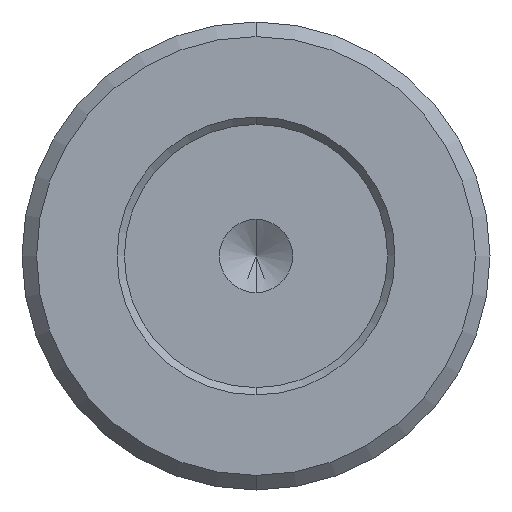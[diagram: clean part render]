
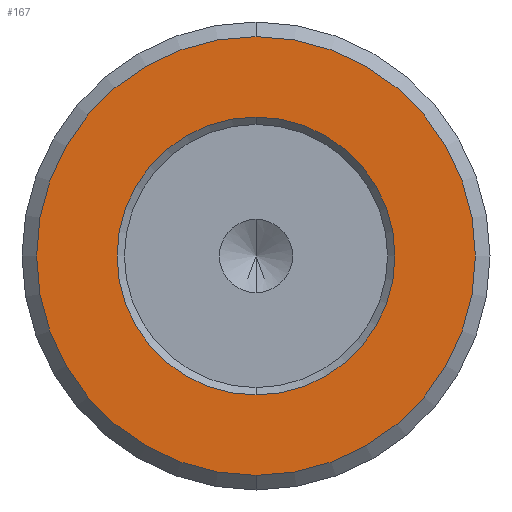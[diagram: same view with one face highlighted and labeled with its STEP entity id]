
A CAD part, front view. The second image highlights one B-rep face of the part: STEP entity #167.
In plain terms, the highlighted planar face has unit normal (0, -1, 0).
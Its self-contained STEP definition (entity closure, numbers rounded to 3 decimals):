
#36 = EDGE_LOOP ( 'NONE', ( #427, #739 ) ) ;
#47 = CIRCLE ( 'NONE', #183, 9.5 ) ;
#49 = CARTESIAN_POINT ( 'NONE',  ( 0., -38.1, 0. ) ) ;
#119 = DIRECTION ( 'NONE',  ( 0., 0., 1. ) ) ;
#150 = VERTEX_POINT ( 'NONE', #169 ) ;
#155 = DIRECTION ( 'NONE',  ( 0., 1., 0. ) ) ;
#167 = ADVANCED_FACE ( 'NONE', ( #201, #643 ), #847, .F. ) ;
#169 = CARTESIAN_POINT ( 'NONE',  ( 0., -38.1, 15. ) ) ;
#183 = AXIS2_PLACEMENT_3D ( 'NONE', #49, #616, #119 ) ;
#185 = CARTESIAN_POINT ( 'NONE',  ( 0., -38.1, -9.5 ) ) ;
#201 = FACE_BOUND ( 'NONE', #1014, .T. ) ;
#215 = ORIENTED_EDGE ( 'NONE', *, *, #613, .F. ) ;
#351 = CIRCLE ( 'NONE', #781, 15. ) ;
#365 = ORIENTED_EDGE ( 'NONE', *, *, #733, .F. ) ;
#374 = EDGE_CURVE ( 'NONE', #150, #1017, #604, .T. ) ;
#427 = ORIENTED_EDGE ( 'NONE', *, *, #374, .F. ) ;
#429 = DIRECTION ( 'NONE',  ( 0., -1., 0. ) ) ;
#449 = DIRECTION ( 'NONE',  ( 0., 0., 1. ) ) ;
#470 = DIRECTION ( 'NONE',  ( 0., 0., 1. ) ) ;
#522 = VERTEX_POINT ( 'NONE', #1006 ) ;
#549 = DIRECTION ( 'NONE',  ( 0., 0., 1. ) ) ;
#564 = CARTESIAN_POINT ( 'NONE',  ( 0., -38.1, -15. ) ) ;
#572 = AXIS2_PLACEMENT_3D ( 'NONE', #992, #429, #449 ) ;
#580 = VERTEX_POINT ( 'NONE', #185 ) ;
#600 = AXIS2_PLACEMENT_3D ( 'NONE', #844, #838, #549 ) ;
#604 = CIRCLE ( 'NONE', #728, 15. ) ;
#613 = EDGE_CURVE ( 'NONE', #580, #522, #47, .T. ) ;
#616 = DIRECTION ( 'NONE',  ( 0., -1., 0. ) ) ;
#626 = CARTESIAN_POINT ( 'NONE',  ( 0., -38.1, 0. ) ) ;
#627 = DIRECTION ( 'NONE',  ( 0., 1., 0. ) ) ;
#629 = DIRECTION ( 'NONE',  ( 0., 0., 1. ) ) ;
#643 = FACE_OUTER_BOUND ( 'NONE', #36, .T. ) ;
#658 = CARTESIAN_POINT ( 'NONE',  ( 0., -38.1, 0. ) ) ;
#708 = EDGE_CURVE ( 'NONE', #1017, #150, #351, .T. ) ;
#728 = AXIS2_PLACEMENT_3D ( 'NONE', #626, #627, #629 ) ;
#733 = EDGE_CURVE ( 'NONE', #522, #580, #797, .T. ) ;
#739 = ORIENTED_EDGE ( 'NONE', *, *, #708, .F. ) ;
#781 = AXIS2_PLACEMENT_3D ( 'NONE', #658, #155, #470 ) ;
#797 = CIRCLE ( 'NONE', #572, 9.5 ) ;
#838 = DIRECTION ( 'NONE',  ( 0., 1., 0. ) ) ;
#844 = CARTESIAN_POINT ( 'NONE',  ( 9.5, -38.1, 0. ) ) ;
#847 = PLANE ( 'NONE',  #600 ) ;
#992 = CARTESIAN_POINT ( 'NONE',  ( 0., -38.1, 0. ) ) ;
#1006 = CARTESIAN_POINT ( 'NONE',  ( 0., -38.1, 9.5 ) ) ;
#1014 = EDGE_LOOP ( 'NONE', ( #365, #215 ) ) ;
#1017 = VERTEX_POINT ( 'NONE', #564 ) ;
